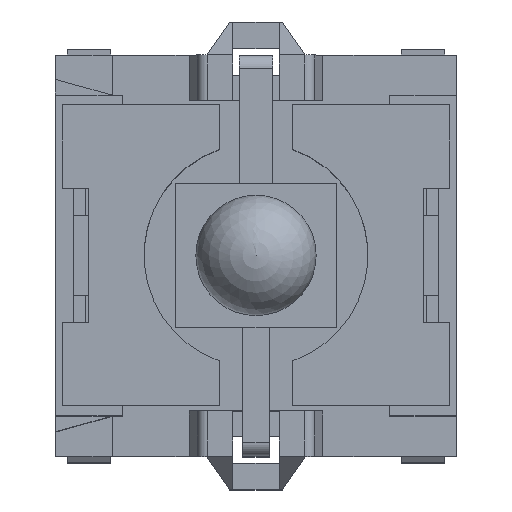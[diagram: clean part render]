
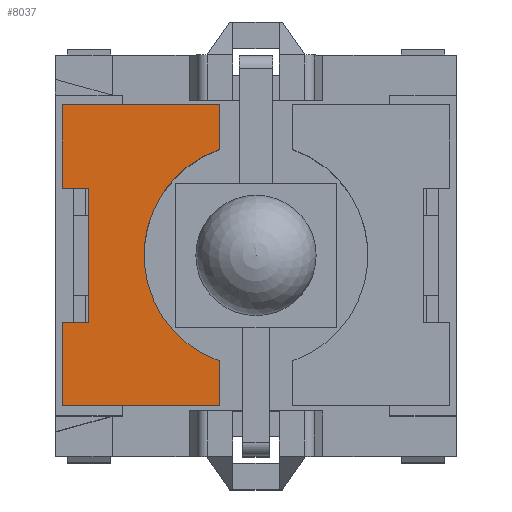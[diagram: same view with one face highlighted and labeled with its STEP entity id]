
A CAD part, top view. The second image highlights one B-rep face of the part: STEP entity #8037.
In plain terms, the highlighted planar face has unit normal (0, 0, 1).
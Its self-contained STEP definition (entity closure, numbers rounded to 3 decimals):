
#120=PLANE('',#8524);
#455=CIRCLE('',#8525,1.675);
#715=ORIENTED_EDGE('',*,*,#3087,.T.);
#716=ORIENTED_EDGE('',*,*,#3088,.F.);
#717=ORIENTED_EDGE('',*,*,#3089,.F.);
#718=ORIENTED_EDGE('',*,*,#3090,.F.);
#719=ORIENTED_EDGE('',*,*,#3091,.T.);
#720=ORIENTED_EDGE('',*,*,#3067,.F.);
#721=ORIENTED_EDGE('',*,*,#3092,.F.);
#722=ORIENTED_EDGE('',*,*,#3085,.F.);
#723=ORIENTED_EDGE('',*,*,#3093,.T.);
#724=ORIENTED_EDGE('',*,*,#3094,.F.);
#3067=EDGE_CURVE('',#4258,#4259,#5055,.T.);
#3085=EDGE_CURVE('',#4273,#4274,#5073,.T.);
#3087=EDGE_CURVE('',#4275,#4276,#455,.T.);
#3088=EDGE_CURVE('',#4277,#4276,#5075,.T.);
#3089=EDGE_CURVE('',#4278,#4277,#5076,.T.);
#3090=EDGE_CURVE('',#4279,#4278,#5077,.T.);
#3091=EDGE_CURVE('',#4279,#4259,#5078,.T.);
#3092=EDGE_CURVE('',#4274,#4258,#5079,.T.);
#3093=EDGE_CURVE('',#4273,#4280,#5080,.T.);
#3094=EDGE_CURVE('',#4275,#4280,#5081,.T.);
#4258=VERTEX_POINT('',#11452);
#4259=VERTEX_POINT('',#11454);
#4273=VERTEX_POINT('',#11487);
#4274=VERTEX_POINT('',#11489);
#4275=VERTEX_POINT('',#11493);
#4276=VERTEX_POINT('',#11494);
#4277=VERTEX_POINT('',#11496);
#4278=VERTEX_POINT('',#11498);
#4279=VERTEX_POINT('',#11500);
#4280=VERTEX_POINT('',#11504);
#5055=LINE('',#11453,#6069);
#5073=LINE('',#11488,#6087);
#5075=LINE('',#11495,#6089);
#5076=LINE('',#11497,#6090);
#5077=LINE('',#11499,#6091);
#5078=LINE('',#11501,#6092);
#5079=LINE('',#11502,#6093);
#5080=LINE('',#11503,#6094);
#5081=LINE('',#11505,#6095);
#6069=VECTOR('',#9201,1000.);
#6087=VECTOR('',#9223,1000.);
#6089=VECTOR('',#9229,1000.);
#6090=VECTOR('',#9230,1000.);
#6091=VECTOR('',#9231,1000.);
#6092=VECTOR('',#9232,1000.);
#6093=VECTOR('',#9233,1000.);
#6094=VECTOR('',#9234,1000.);
#6095=VECTOR('',#9235,1000.);
#7061=EDGE_LOOP('',(#715,#716,#717,#718,#719,#720,#721,#722,#723,#724));
#7505=FACE_BOUND('',#7061,.T.);
#8037=ADVANCED_FACE('',(#7505),#120,.T.);
#8524=AXIS2_PLACEMENT_3D('',#11491,#9225,#9226);
#8525=AXIS2_PLACEMENT_3D('',#11492,#9227,#9228);
#9201=DIRECTION('',(0.,1.,0.));
#9223=DIRECTION('',(0.,1.,0.));
#9225=DIRECTION('',(0.,0.,1.));
#9226=DIRECTION('',(1.,0.,0.));
#9227=DIRECTION('',(0.,0.,-1.));
#9228=DIRECTION('',(-0.328,-0.945,0.));
#9229=DIRECTION('',(0.,-1.,0.));
#9230=DIRECTION('',(1.,0.,0.));
#9231=DIRECTION('',(0.,1.,0.));
#9232=DIRECTION('',(1.,0.,0.));
#9233=DIRECTION('',(1.,0.,0.));
#9234=DIRECTION('',(1.,0.,0.));
#9235=DIRECTION('',(0.,-1.,0.));
#11452=CARTESIAN_POINT('',(-2.5,6.625,7.125));
#11453=CARTESIAN_POINT('',(-2.5,6.625,7.125));
#11454=CARTESIAN_POINT('',(-2.5,8.625,7.125));
#11487=CARTESIAN_POINT('',(-2.9,5.375,7.125));
#11488=CARTESIAN_POINT('',(-2.9,5.375,7.125));
#11489=CARTESIAN_POINT('',(-2.9,6.625,7.125));
#11491=CARTESIAN_POINT('',(0.,7.625,7.125));
#11492=CARTESIAN_POINT('',(0.,7.625,7.125));
#11493=CARTESIAN_POINT('',(-0.55,6.043,7.125));
#11494=CARTESIAN_POINT('',(-0.55,9.207,7.125));
#11495=CARTESIAN_POINT('',(-0.55,9.875,7.125));
#11496=CARTESIAN_POINT('',(-0.55,9.875,7.125));
#11497=CARTESIAN_POINT('',(-2.9,9.875,7.125));
#11498=CARTESIAN_POINT('',(-2.9,9.875,7.125));
#11499=CARTESIAN_POINT('',(-2.9,8.625,7.125));
#11500=CARTESIAN_POINT('',(-2.9,8.625,7.125));
#11501=CARTESIAN_POINT('',(0.,8.625,7.125));
#11502=CARTESIAN_POINT('',(0.,6.625,7.125));
#11503=CARTESIAN_POINT('',(-2.9,5.375,7.125));
#11504=CARTESIAN_POINT('',(-0.55,5.375,7.125));
#11505=CARTESIAN_POINT('',(-0.55,6.043,7.125));
